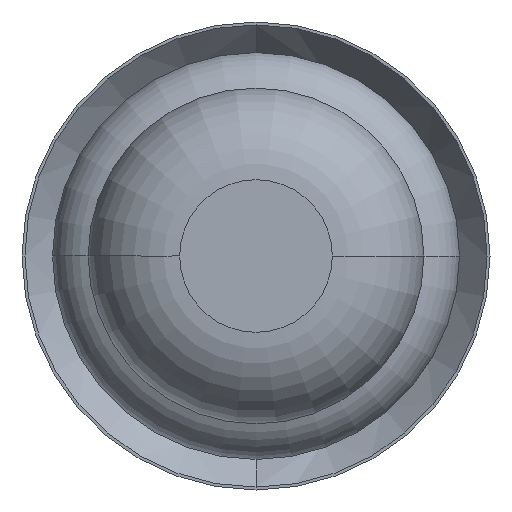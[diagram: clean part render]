
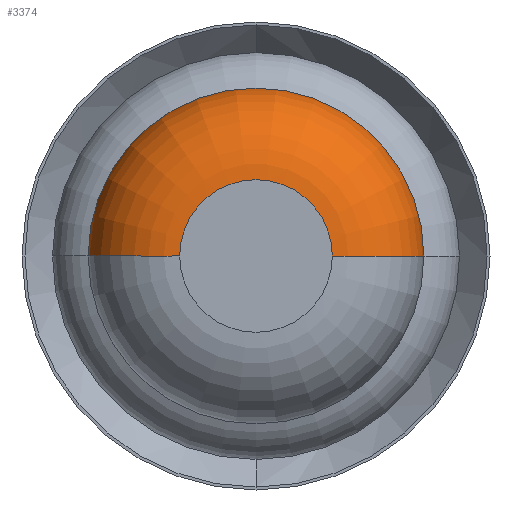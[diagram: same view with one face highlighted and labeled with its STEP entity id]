
A CAD part, front view. The second image highlights one B-rep face of the part: STEP entity #3374.
In plain terms, the highlighted toroidal (fillet/blend) face has major radius 0.375 mm and minor radius 0.45 mm.
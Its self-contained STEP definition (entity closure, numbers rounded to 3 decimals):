
#19 = DIRECTION ( 'NONE',  ( 0., -1., 0. ) ) ;
#61 = CARTESIAN_POINT ( 'NONE',  ( -0.375, -31.55, 0. ) ) ;
#158 = EDGE_CURVE ( 'Defeature ausgef�hrt1_7+Defeature ausgef�hrt1_8+Defeature ausgef�hrt1_8+Defeature ausgef�hrt1_8', #3703, #2119, #2779, .T. ) ;
#484 = CIRCLE ( 'NONE', #4338, 0.825 ) ;
#761 = EDGE_CURVE ( 'NONE', #1321, #2119, #4078, .T. ) ;
#858 = AXIS2_PLACEMENT_3D ( 'NONE', #3523, #1331, #2093 ) ;
#987 = DIRECTION ( 'NONE',  ( 1., 0., 0. ) ) ;
#1169 = AXIS2_PLACEMENT_3D ( 'NONE', #1772, #1788, #987 ) ;
#1321 = VERTEX_POINT ( 'NONE', #1991 ) ;
#1331 = DIRECTION ( 'NONE',  ( 0., -1., 0. ) ) ;
#1335 = DIRECTION ( 'NONE',  ( 0., 0., -1. ) ) ;
#1550 = DIRECTION ( 'NONE',  ( 1., 0., 0. ) ) ;
#1568 = DIRECTION ( 'NONE',  ( 0., 0., 1. ) ) ;
#1695 = ORIENTED_EDGE ( 'NONE', *, *, #158, .F. ) ;
#1772 = CARTESIAN_POINT ( 'NONE',  ( 0., -31.55, 0. ) ) ;
#1785 = AXIS2_PLACEMENT_3D ( 'NONE', #61, #1568, #1550 ) ;
#1788 = DIRECTION ( 'NONE',  ( 0., -1., 0. ) ) ;
#1944 = CARTESIAN_POINT ( 'NONE',  ( 0., -31.55, 0. ) ) ;
#1991 = CARTESIAN_POINT ( 'NONE',  ( -0.825, -31.55, 0. ) ) ;
#2093 = DIRECTION ( 'NONE',  ( 1., 0., 0. ) ) ;
#2119 = VERTEX_POINT ( 'NONE', #4409 ) ;
#2346 = CIRCLE ( 'NONE', #4676, 0.45 ) ;
#2466 = CARTESIAN_POINT ( 'NONE',  ( 0.375, -31.55, 0. ) ) ;
#2632 = DIRECTION ( 'NONE',  ( 1., 0., 0. ) ) ;
#2779 = CIRCLE ( 'NONE', #858, 0.375 ) ;
#2882 = ORIENTED_EDGE ( 'NONE', *, *, #4124, .F. ) ;
#3132 = ORIENTED_EDGE ( 'NONE', *, *, #761, .T. ) ;
#3320 = VERTEX_POINT ( 'NONE', #3604 ) ;
#3340 = ORIENTED_EDGE ( 'NONE', *, *, #4668, .T. ) ;
#3374 = ADVANCED_FACE ( 'Defeature ausgef�hrt1_8', ( #4281 ), #4159, .T. ) ;
#3523 = CARTESIAN_POINT ( 'NONE',  ( 0., -32., 0. ) ) ;
#3556 = DIRECTION ( 'NONE',  ( -1., 0., 0. ) ) ;
#3604 = CARTESIAN_POINT ( 'NONE',  ( 0.825, -31.55, 0. ) ) ;
#3703 = VERTEX_POINT ( 'NONE', #4558 ) ;
#4078 = CIRCLE ( 'NONE', #1785, 0.45 ) ;
#4124 = EDGE_CURVE ( 'NONE', #3320, #3703, #2346, .T. ) ;
#4159 = TOROIDAL_SURFACE ( 'NONE', #1169, 0.375, 0.45 ) ;
#4281 = FACE_OUTER_BOUND ( 'NONE', #4646, .T. ) ;
#4338 = AXIS2_PLACEMENT_3D ( 'NONE', #1944, #19, #2632 ) ;
#4409 = CARTESIAN_POINT ( 'NONE',  ( -0.375, -32., 0. ) ) ;
#4558 = CARTESIAN_POINT ( 'NONE',  ( 0.375, -32., 0. ) ) ;
#4646 = EDGE_LOOP ( 'NONE', ( #3340, #3132, #1695, #2882 ) ) ;
#4668 = EDGE_CURVE ( 'Defeature ausgef�hrt1_8+Defeature ausgef�hrt1_9+Defeature ausgef�hrt1_9+Defeature ausgef�hrt1_9', #3320, #1321, #484, .T. ) ;
#4676 = AXIS2_PLACEMENT_3D ( 'NONE', #2466, #1335, #3556 ) ;
